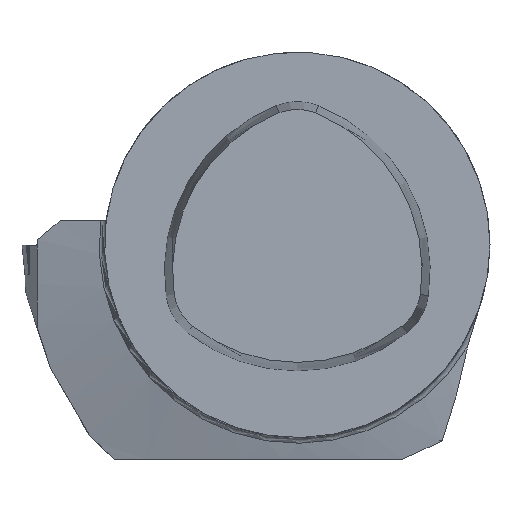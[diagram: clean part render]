
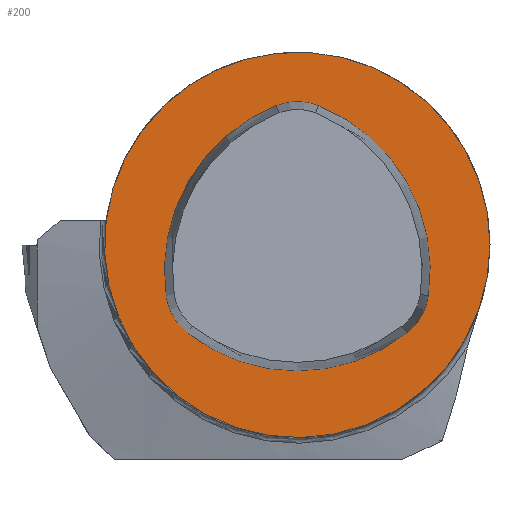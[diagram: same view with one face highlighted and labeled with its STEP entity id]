
A CAD part, top view. The second image highlights one B-rep face of the part: STEP entity #200.
In plain terms, the highlighted planar face has unit normal (0, 0, 1).
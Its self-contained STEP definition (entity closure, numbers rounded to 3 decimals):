
#98=FACE_BOUND('',#382,.T.);
#99=FACE_BOUND('',#383,.T.);
#131=CIRCLE('',#1382,31.5);
#134=CIRCLE('',#1391,29.);
#135=CIRCLE('',#1392,9.4);
#136=CIRCLE('',#1393,29.);
#137=CIRCLE('',#1394,9.4);
#138=CIRCLE('',#1395,29.);
#139=CIRCLE('',#1396,9.4);
#200=ADVANCED_FACE('',(#98,#99),#258,.T.);
#258=PLANE('',#1397);
#382=EDGE_LOOP('',(#621));
#383=EDGE_LOOP('',(#622,#623,#624,#625,#626,#627));
#621=ORIENTED_EDGE('',*,*,#998,.T.);
#622=ORIENTED_EDGE('',*,*,#1011,.F.);
#623=ORIENTED_EDGE('',*,*,#1012,.F.);
#624=ORIENTED_EDGE('',*,*,#1013,.F.);
#625=ORIENTED_EDGE('',*,*,#1014,.F.);
#626=ORIENTED_EDGE('',*,*,#1015,.F.);
#627=ORIENTED_EDGE('',*,*,#1016,.F.);
#866=VERTEX_POINT('',#2066);
#877=VERTEX_POINT('',#2122);
#878=VERTEX_POINT('',#2123);
#879=VERTEX_POINT('',#2125);
#880=VERTEX_POINT('',#2127);
#881=VERTEX_POINT('',#2129);
#882=VERTEX_POINT('',#2131);
#998=EDGE_CURVE('',#866,#866,#131,.T.);
#1011=EDGE_CURVE('',#877,#878,#134,.T.);
#1012=EDGE_CURVE('',#879,#877,#135,.T.);
#1013=EDGE_CURVE('',#880,#879,#136,.T.);
#1014=EDGE_CURVE('',#881,#880,#137,.T.);
#1015=EDGE_CURVE('',#882,#881,#138,.T.);
#1016=EDGE_CURVE('',#878,#882,#139,.T.);
#1382=AXIS2_PLACEMENT_3D('',#2065,#1626,#1627);
#1391=AXIS2_PLACEMENT_3D('',#2121,#1648,#1649);
#1392=AXIS2_PLACEMENT_3D('',#2124,#1650,#1651);
#1393=AXIS2_PLACEMENT_3D('',#2126,#1652,#1653);
#1394=AXIS2_PLACEMENT_3D('',#2128,#1654,#1655);
#1395=AXIS2_PLACEMENT_3D('',#2130,#1656,#1657);
#1396=AXIS2_PLACEMENT_3D('',#2132,#1658,#1659);
#1397=AXIS2_PLACEMENT_3D('',#2133,#1660,#1661);
#1626=DIRECTION('',(0.,0.,1.));
#1627=DIRECTION('',(1.,0.,0.));
#1648=DIRECTION('',(0.,0.,1.));
#1649=DIRECTION('',(1.,0.,0.));
#1650=DIRECTION('',(0.,0.,1.));
#1651=DIRECTION('',(1.,0.,0.));
#1652=DIRECTION('',(0.,0.,1.));
#1653=DIRECTION('',(1.,0.,0.));
#1654=DIRECTION('',(0.,0.,1.));
#1655=DIRECTION('',(1.,0.,0.));
#1656=DIRECTION('',(0.,0.,1.));
#1657=DIRECTION('',(1.,0.,0.));
#1658=DIRECTION('',(0.,0.,1.));
#1659=DIRECTION('',(1.,0.,0.));
#1660=DIRECTION('',(0.,0.,1.));
#1661=DIRECTION('',(-1.,0.,0.));
#2065=CARTESIAN_POINT('',(0.,0.,0.));
#2066=CARTESIAN_POINT('',(31.5,0.,0.));
#2121=CARTESIAN_POINT('',(7.275,-4.2,0.));
#2122=CARTESIAN_POINT('',(-3.489,22.729,0.));
#2123=CARTESIAN_POINT('',(-21.428,-8.343,0.));
#2124=CARTESIAN_POINT('',(0.,14.,0.));
#2125=CARTESIAN_POINT('',(3.489,22.729,0.));
#2126=CARTESIAN_POINT('',(-7.275,-4.2,0.));
#2127=CARTESIAN_POINT('',(21.428,-8.343,0.));
#2128=CARTESIAN_POINT('',(12.124,-7.,0.));
#2129=CARTESIAN_POINT('',(17.939,-14.386,0.));
#2130=CARTESIAN_POINT('',(0.,8.4,0.));
#2131=CARTESIAN_POINT('',(-17.939,-14.386,0.));
#2132=CARTESIAN_POINT('',(-12.124,-7.,0.));
#2133=CARTESIAN_POINT('',(0.,0.,0.));
